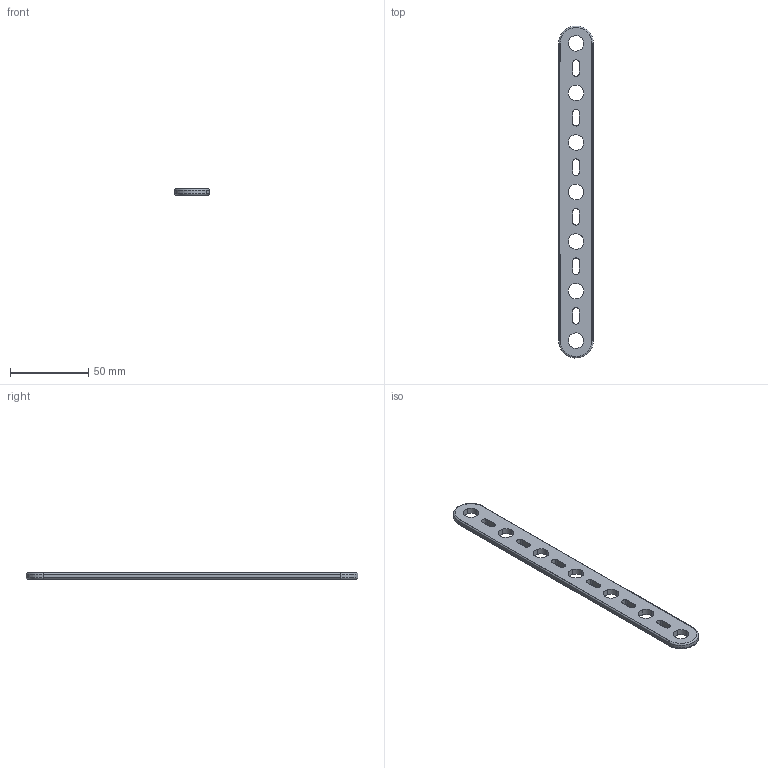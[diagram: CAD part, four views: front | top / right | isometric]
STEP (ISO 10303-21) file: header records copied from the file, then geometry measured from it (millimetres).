
FILE_DESCRIPTION((''),'2;1');
FILE_NAME('T7.stp','2020-04-21T01:15:33',(''),(''),'AutoCAD STEP 2000i','AutoCAD 2000i',', , ');
FILE_SCHEMA(('CONFIG_CONTROL_DESIGN'));
Length unit declared in the file: millimetre
Products named in the file (2): T7; PART1
Assembly tree (1 placements, depth 2):
  T7
    PART1
Bounding box: 22.25 x 212.11 x 3.95 mm (x, y, z)
Volume: 14904.1 mm3; surface area: 10519.1 mm2
Topology: 1 solids, 1 shells, 78 faces, 233 edges, 157 vertices
Faces by surface type: cylinder 58, plane 16, bspline 4
Entity records: 4871 total; most frequent: CARTESIAN_POINT 2573, ORIENTED_EDGE 466, DIRECTION 464, EDGE_CURVE 233, AXIS2_PLACEMENT_3D 188, VERTEX_POINT 157, CIRCLE 112, EDGE_LOOP 104
